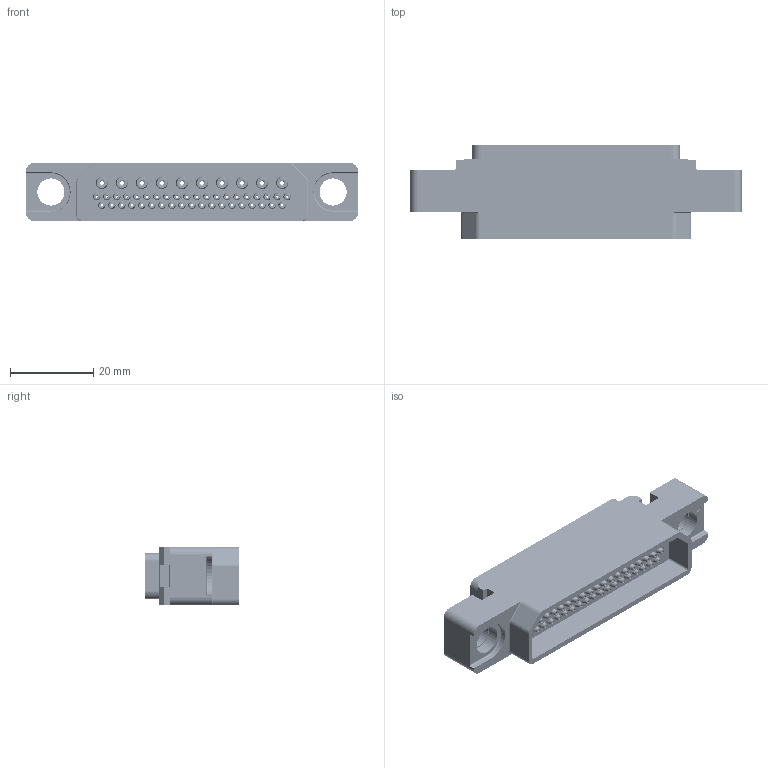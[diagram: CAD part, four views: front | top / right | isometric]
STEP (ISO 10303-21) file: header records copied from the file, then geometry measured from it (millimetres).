
FILE_DESCRIPTION((''),'2;1');
FILE_NAME('1900ND13P1X00C','2019-10-28T',('presta_be4'),(''),'CREO PARAMETRIC BY PTC INC, 2018360','CREO PARAMETRIC BY PTC INC, 2018360','');
FILE_SCHEMA(('CONFIG_CONTROL_DESIGN'));
Products named in the file (1): 1900ND13P1X00C
Bounding box: 80 x 22.77 x 14 mm (x, y, z)
Volume: 11238.7 mm3; surface area: 12281.6 mm2
Topology: 1 solids, 1 shells, 5362 faces, 12548 edges, 7526 vertices
Faces by surface type: plane 1959, cylinder 1396, torus 1184, cone 817, bspline 6
Entity records: 153434 total; most frequent: DIRECTION 28678, CARTESIAN_POINT 26639, ORIENTED_EDGE 25096, EDGE_CURVE 12548, AXIS2_PLACEMENT_3D 10875, VERTEX_POINT 7526, VECTOR 6928, LINE 6928
